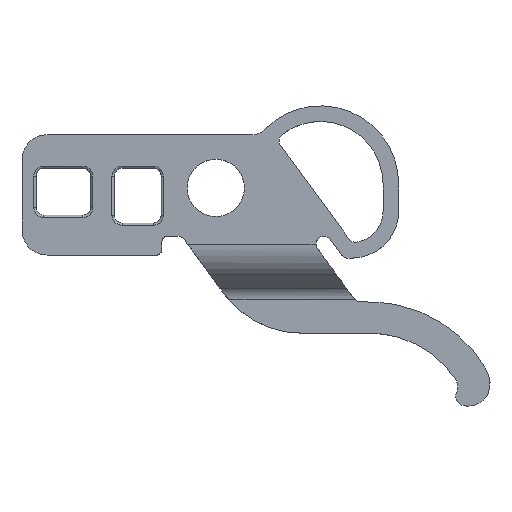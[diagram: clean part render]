
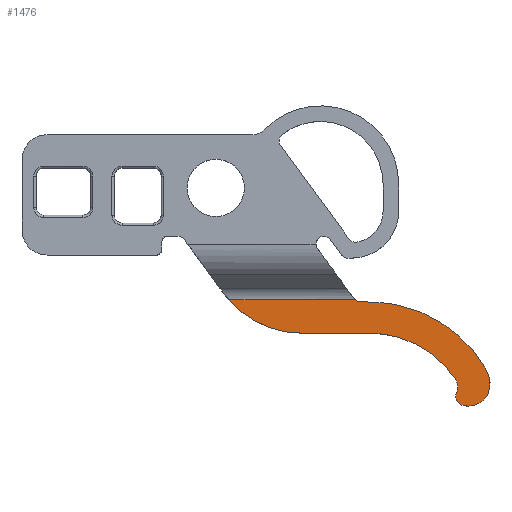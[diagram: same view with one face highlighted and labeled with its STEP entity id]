
A CAD part, top view. The second image highlights one B-rep face of the part: STEP entity #1476.
In plain terms, the highlighted planar face has unit normal (0, 0, 1).
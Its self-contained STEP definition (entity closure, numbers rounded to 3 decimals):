
#85=PLANE('',#1576);
#116=FACE_OUTER_BOUND('',#200,.T.);
#200=EDGE_LOOP('',(#981,#982,#983,#984,#985,#986,#987,#988,#989,#990,#991,
#992,#993,#994));
#293=LINE('',#2129,#417);
#294=LINE('',#2133,#418);
#295=LINE('',#2137,#419);
#417=VECTOR('',#1731,1000.);
#418=VECTOR('',#1734,1000.);
#419=VECTOR('',#1737,10.);
#539=CIRCLE('',#1574,0.55);
#541=CIRCLE('',#1577,1.4);
#542=CIRCLE('',#1578,3.027);
#543=CIRCLE('',#1579,2.);
#544=CIRCLE('',#1580,8.555);
#545=CIRCLE('',#1581,9.588);
#546=CIRCLE('',#1582,0.5);
#547=CIRCLE('',#1583,6.25);
#548=CIRCLE('',#1584,7.588);
#549=CIRCLE('',#1585,6.56);
#550=CIRCLE('',#1586,1.);
#599=VERTEX_POINT('',#2109);
#600=VERTEX_POINT('',#2110);
#603=VERTEX_POINT('',#2118);
#604=VERTEX_POINT('',#2120);
#605=VERTEX_POINT('',#2122);
#606=VERTEX_POINT('',#2124);
#607=VERTEX_POINT('',#2126);
#608=VERTEX_POINT('',#2128);
#609=VERTEX_POINT('',#2130);
#610=VERTEX_POINT('',#2132);
#611=VERTEX_POINT('',#2134);
#612=VERTEX_POINT('',#2136);
#613=VERTEX_POINT('',#2138);
#614=VERTEX_POINT('',#2140);
#747=EDGE_CURVE('',#599,#600,#539,.T.);
#751=EDGE_CURVE('',#603,#599,#541,.T.);
#752=EDGE_CURVE('',#604,#603,#542,.T.);
#753=EDGE_CURVE('',#605,#604,#543,.T.);
#754=EDGE_CURVE('',#606,#605,#544,.T.);
#755=EDGE_CURVE('',#607,#606,#545,.T.);
#756=EDGE_CURVE('',#608,#607,#293,.T.);
#757=EDGE_CURVE('',#609,#608,#546,.T.);
#758=EDGE_CURVE('',#609,#610,#294,.T.);
#759=EDGE_CURVE('',#611,#610,#547,.T.);
#760=EDGE_CURVE('',#612,#611,#295,.T.);
#761=EDGE_CURVE('',#613,#612,#548,.T.);
#762=EDGE_CURVE('',#613,#614,#549,.T.);
#763=EDGE_CURVE('',#614,#600,#550,.F.);
#981=ORIENTED_EDGE('',*,*,#747,.F.);
#982=ORIENTED_EDGE('',*,*,#751,.F.);
#983=ORIENTED_EDGE('',*,*,#752,.F.);
#984=ORIENTED_EDGE('',*,*,#753,.F.);
#985=ORIENTED_EDGE('',*,*,#754,.F.);
#986=ORIENTED_EDGE('',*,*,#755,.F.);
#987=ORIENTED_EDGE('',*,*,#756,.F.);
#988=ORIENTED_EDGE('',*,*,#757,.F.);
#989=ORIENTED_EDGE('',*,*,#758,.T.);
#990=ORIENTED_EDGE('',*,*,#759,.F.);
#991=ORIENTED_EDGE('',*,*,#760,.F.);
#992=ORIENTED_EDGE('',*,*,#761,.F.);
#993=ORIENTED_EDGE('',*,*,#762,.T.);
#994=ORIENTED_EDGE('',*,*,#763,.T.);
#1476=ADVANCED_FACE('',(#116),#85,.T.);
#1574=AXIS2_PLACEMENT_3D('',#2111,#1713,#1714);
#1576=AXIS2_PLACEMENT_3D('',#2117,#1719,#1720);
#1577=AXIS2_PLACEMENT_3D('',#2119,#1721,#1722);
#1578=AXIS2_PLACEMENT_3D('',#2121,#1723,#1724);
#1579=AXIS2_PLACEMENT_3D('',#2123,#1725,#1726);
#1580=AXIS2_PLACEMENT_3D('',#2125,#1727,#1728);
#1581=AXIS2_PLACEMENT_3D('',#2127,#1729,#1730);
#1582=AXIS2_PLACEMENT_3D('',#2131,#1732,#1733);
#1583=AXIS2_PLACEMENT_3D('',#2135,#1735,#1736);
#1584=AXIS2_PLACEMENT_3D('',#2139,#1738,#1739);
#1585=AXIS2_PLACEMENT_3D('',#2141,#1740,#1741);
#1586=AXIS2_PLACEMENT_3D('',#2142,#1742,#1743);
#1713=DIRECTION('center_axis',(0.,0.,-1.));
#1714=DIRECTION('ref_axis',(0.288,0.958,0.));
#1719=DIRECTION('center_axis',(0.,0.,1.));
#1720=DIRECTION('ref_axis',(-1.,0.,0.));
#1721=DIRECTION('center_axis',(0.,0.,-1.));
#1722=DIRECTION('ref_axis',(0.462,-0.887,0.));
#1723=DIRECTION('center_axis',(0.,0.,
-1.));
#1724=DIRECTION('ref_axis',(0.966,0.257,0.));
#1725=DIRECTION('center_axis',(0.,0.,-1.));
#1726=DIRECTION('ref_axis',(0.954,0.3,0.));
#1727=DIRECTION('center_axis',(0.,0.,
-1.));
#1728=DIRECTION('ref_axis',(0.213,0.977,0.));
#1729=DIRECTION('center_axis',(0.,0.,
-1.));
#1730=DIRECTION('ref_axis',(1.,0.,0.));
#1731=DIRECTION('',(1.,0.,0.));
#1732=DIRECTION('center_axis',(0.,0.,1.));
#1733=DIRECTION('ref_axis',(-1.,0.,0.));
#1734=DIRECTION('',(-1.,0.,0.));
#1735=DIRECTION('center_axis',(0.,0.,-1.));
#1736=DIRECTION('ref_axis',(0.,-1.,0.));
#1737=DIRECTION('',(-1.,0.,0.));
#1738=DIRECTION('center_axis',(0.,0.,
1.));
#1739=DIRECTION('ref_axis',(1.,0.,0.));
#1740=DIRECTION('center_axis',(0.,0.,
-1.));
#1741=DIRECTION('ref_axis',(0.278,0.96,0.));
#1742=DIRECTION('center_axis',(0.,0.,1.));
#1743=DIRECTION('ref_axis',(0.829,0.559,0.));
#2109=CARTESIAN_POINT('',(5.037,-19.942,1.526));
#2110=CARTESIAN_POINT('',(4.691,-19.196,1.526));
#2111=CARTESIAN_POINT('Origin',(5.196,-19.415,1.526));
#2117=CARTESIAN_POINT('Origin',(4.12,-13.34,1.526));
#2118=CARTESIAN_POINT('',(6.838,-18.502,1.526));
#2119=CARTESIAN_POINT('Origin',(5.441,-18.601,1.526));
#2120=CARTESIAN_POINT('',(6.834,-18.459,1.526));
#2121=CARTESIAN_POINT('Origin',(3.819,-18.716,1.526));
#2122=CARTESIAN_POINT('',(6.573,-17.629,1.526));
#2123=CARTESIAN_POINT('Origin',(4.841,-18.629,1.526));
#2124=CARTESIAN_POINT('',(0.991,-13.549,1.526));
#2125=CARTESIAN_POINT('Origin',(-0.835,-21.906,1.526));
#2126=CARTESIAN_POINT('',(-1.,-13.34,1.526));
#2127=CARTESIAN_POINT('Origin',(-1.,-22.928,1.526));
#2128=CARTESIAN_POINT('',(-1.451,-13.34,1.526));
#2129=CARTESIAN_POINT('',(-1.,-13.34,1.526));
#2130=CARTESIAN_POINT('',(-1.787,-13.21,1.526));
#2131=CARTESIAN_POINT('Origin',(-1.451,-12.84,1.526));
#2132=CARTESIAN_POINT('',(-9.865,-13.21,1.526));
#2133=CARTESIAN_POINT('',(4.12,-13.21,1.526));
#2134=CARTESIAN_POINT('',(-5.166,-15.34,1.526));
#2135=CARTESIAN_POINT('Origin',(-5.166,-9.09,1.526));
#2136=CARTESIAN_POINT('',(-1.,-15.34,1.526));
#2137=CARTESIAN_POINT('',(-2.374,-15.34,1.526));
#2138=CARTESIAN_POINT('',(0.991,-15.606,1.526));
#2139=CARTESIAN_POINT('Origin',(-1.,-22.928,1.526));
#2140=CARTESIAN_POINT('',(4.603,-18.238,1.526));
#2141=CARTESIAN_POINT('Origin',(-0.835,-21.906,1.526));
#2142=CARTESIAN_POINT('Origin',(3.774,-18.797,1.526));
